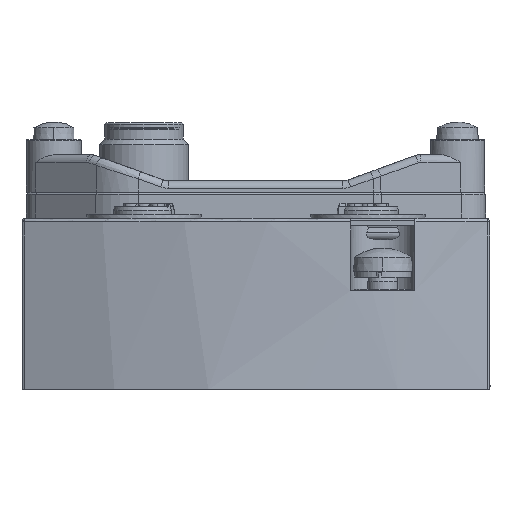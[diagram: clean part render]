
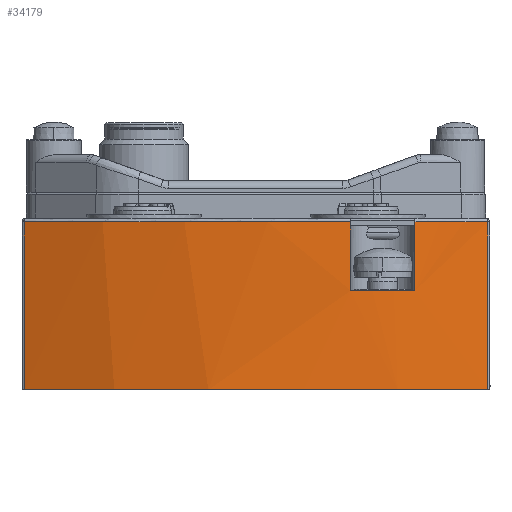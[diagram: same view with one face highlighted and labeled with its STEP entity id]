
A CAD part, front view. The second image highlights one B-rep face of the part: STEP entity #34179.
In plain terms, the highlighted cylindrical face has radius 76 mm (diameter 152 mm), a partial arc.
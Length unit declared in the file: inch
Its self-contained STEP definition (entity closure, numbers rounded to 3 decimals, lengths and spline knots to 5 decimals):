
#924 = LINE ( 'NONE', #31843, #11707 ) ;
#1698 = EDGE_CURVE ( 'NONE', #39317, #22308, #924, .T. ) ;
#2339 = CARTESIAN_POINT ( 'NONE',  ( 0.38403, 0.52362, -0.14127 ) ) ;
#3446 = VECTOR ( 'NONE', #51727, 39.37008 ) ;
#4465 = CARTESIAN_POINT ( 'NONE',  ( 0.38403, 0.88583, -0.14127 ) ) ;
#5441 = CARTESIAN_POINT ( 'NONE',  ( 1.22261, 0.88583, 2.73094 ) ) ;
#5965 = CARTESIAN_POINT ( 'NONE',  ( 1.22261, 0.44291, 2.73094 ) ) ;
#6164 = EDGE_CURVE ( 'NONE', #39835, #43518, #53647, .T. ) ;
#6351 = VECTOR ( 'NONE', #35478, 39.37008 ) ;
#7135 = CARTESIAN_POINT ( 'NONE',  ( 0.72261, 0.52362, -0.21911 ) ) ;
#7157 = EDGE_CURVE ( 'NONE', #22308, #21451, #32530, .T. ) ;
#8077 = CIRCLE ( 'NONE', #35977, 2.99213 ) ;
#10416 = EDGE_CURVE ( 'NONE', #21451, #53205, #43266, .T. ) ;
#10644 = DIRECTION ( 'NONE',  ( -1., 0., 0. ) ) ;
#11707 = VECTOR ( 'NONE', #51340, 39.37008 ) ;
#14141 = CIRCLE ( 'NONE', #26975, 2.99213 ) ;
#14820 = DIRECTION ( 'NONE',  ( -1., 0., 0. ) ) ;
#15960 = CARTESIAN_POINT ( 'NONE',  ( 2.44522, 0.44291, 0. ) ) ;
#16356 = CARTESIAN_POINT ( 'NONE',  ( 1.22261, 0.88583, 2.73094 ) ) ;
#16402 = DIRECTION ( 'NONE',  ( 0., 1., 0. ) ) ;
#16429 = ORIENTED_EDGE ( 'NONE', *, *, #1698, .T. ) ;
#16753 = EDGE_CURVE ( 'NONE', #50473, #42250, #62011, .T. ) ;
#18343 = ORIENTED_EDGE ( 'NONE', *, *, #51609, .F. ) ;
#19916 = CARTESIAN_POINT ( 'NONE',  ( 2.44522, 0., 0. ) ) ;
#20461 = CARTESIAN_POINT ( 'NONE',  ( 2.44522, 0.88583, 0. ) ) ;
#20611 = ORIENTED_EDGE ( 'NONE', *, *, #37383, .T. ) ;
#21241 = DIRECTION ( 'NONE',  ( -1., 0., 0. ) ) ;
#21377 = AXIS2_PLACEMENT_3D ( 'NONE', #5965, #16402, #59005 ) ;
#21409 = DIRECTION ( 'NONE',  ( 0., -1., 0. ) ) ;
#21451 = VERTEX_POINT ( 'NONE', #7135 ) ;
#21588 = DIRECTION ( 'NONE',  ( 0., -1., 0. ) ) ;
#22308 = VERTEX_POINT ( 'NONE', #2339 ) ;
#24908 = CARTESIAN_POINT ( 'NONE',  ( 1.22261, 0.52362, 2.73094 ) ) ;
#25826 = FACE_OUTER_BOUND ( 'NONE', #28755, .T. ) ;
#26190 = CARTESIAN_POINT ( 'NONE',  ( 0., 0.44291, 0. ) ) ;
#26975 = AXIS2_PLACEMENT_3D ( 'NONE', #5441, #55924, #51826 ) ;
#28755 = EDGE_LOOP ( 'NONE', ( #20611, #50780, #18343, #45730, #45806, #16429, #48294, #30041 ) ) ;
#30004 = CIRCLE ( 'NONE', #38593, 2.99213 ) ;
#30041 = ORIENTED_EDGE ( 'NONE', *, *, #10416, .T. ) ;
#31843 = CARTESIAN_POINT ( 'NONE',  ( 0.38403, 0.44291, -0.14127 ) ) ;
#32530 = CIRCLE ( 'NONE', #35756, 2.99213 ) ;
#34179 = ADVANCED_FACE ( 'NONE', ( #25826 ), #64053, .T. ) ;
#35478 = DIRECTION ( 'NONE',  ( 0., 1., 0. ) ) ;
#35756 = AXIS2_PLACEMENT_3D ( 'NONE', #24908, #45740, #14820 ) ;
#35977 = AXIS2_PLACEMENT_3D ( 'NONE', #37020, #21588, #21241 ) ;
#37020 = CARTESIAN_POINT ( 'NONE',  ( 1.22261, 0., 2.73094 ) ) ;
#37383 = EDGE_CURVE ( 'NONE', #53205, #42250, #30004, .T. ) ;
#38593 = AXIS2_PLACEMENT_3D ( 'NONE', #16356, #21409, #10644 ) ;
#39294 = EDGE_CURVE ( 'NONE', #39835, #39317, #14141, .T. ) ;
#39317 = VERTEX_POINT ( 'NONE', #4465 ) ;
#39835 = VERTEX_POINT ( 'NONE', #41015 ) ;
#41015 = CARTESIAN_POINT ( 'NONE',  ( 0., 0.88583, 0. ) ) ;
#41488 = VECTOR ( 'NONE', #63450, 39.37008 ) ;
#42250 = VERTEX_POINT ( 'NONE', #20461 ) ;
#42939 = CARTESIAN_POINT ( 'NONE',  ( 0.72261, 0.44291, -0.21911 ) ) ;
#43266 = LINE ( 'NONE', #42939, #41488 ) ;
#43518 = VERTEX_POINT ( 'NONE', #46656 ) ;
#45730 = ORIENTED_EDGE ( 'NONE', *, *, #6164, .F. ) ;
#45740 = DIRECTION ( 'NONE',  ( 0., -1., 0. ) ) ;
#45806 = ORIENTED_EDGE ( 'NONE', *, *, #39294, .T. ) ;
#46656 = CARTESIAN_POINT ( 'NONE',  ( 0., 0., 0. ) ) ;
#47728 = CARTESIAN_POINT ( 'NONE',  ( 0.72261, 0.88583, -0.21911 ) ) ;
#48294 = ORIENTED_EDGE ( 'NONE', *, *, #7157, .T. ) ;
#50473 = VERTEX_POINT ( 'NONE', #19916 ) ;
#50780 = ORIENTED_EDGE ( 'NONE', *, *, #16753, .F. ) ;
#51340 = DIRECTION ( 'NONE',  ( 0., -1., 0. ) ) ;
#51609 = EDGE_CURVE ( 'NONE', #43518, #50473, #8077, .T. ) ;
#51727 = DIRECTION ( 'NONE',  ( 0., -1., 0. ) ) ;
#51826 = DIRECTION ( 'NONE',  ( -1., 0., 0. ) ) ;
#53205 = VERTEX_POINT ( 'NONE', #47728 ) ;
#53647 = LINE ( 'NONE', #26190, #3446 ) ;
#55924 = DIRECTION ( 'NONE',  ( 0., -1., 0. ) ) ;
#59005 = DIRECTION ( 'NONE',  ( -1., 0., 0. ) ) ;
#62011 = LINE ( 'NONE', #15960, #6351 ) ;
#63450 = DIRECTION ( 'NONE',  ( 0., 1., 0. ) ) ;
#64053 = CYLINDRICAL_SURFACE ( 'NONE', #21377, 2.99213 ) ;
